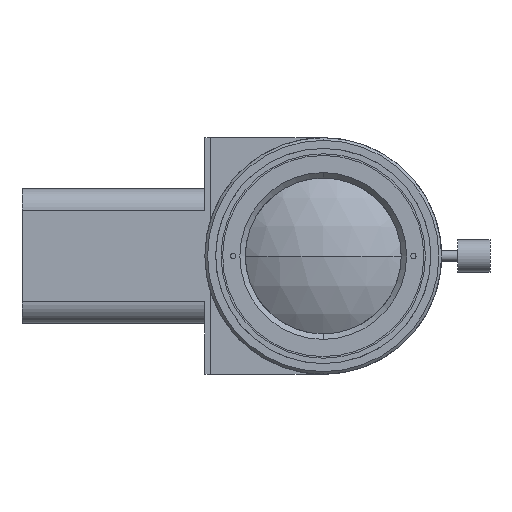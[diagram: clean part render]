
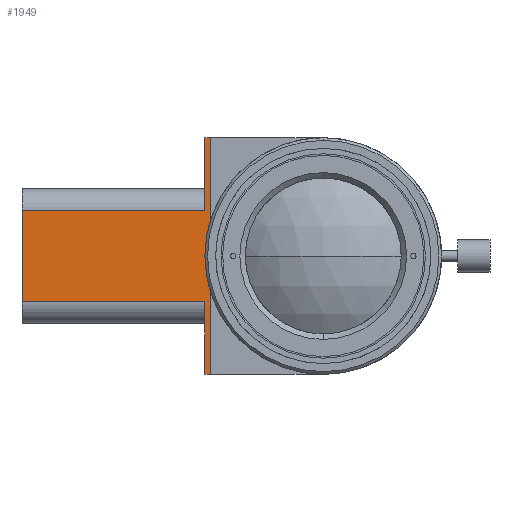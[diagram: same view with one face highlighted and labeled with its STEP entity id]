
A CAD part, left-side view. The second image highlights one B-rep face of the part: STEP entity #1949.
In plain terms, the highlighted planar face has unit normal (-1, 0, 0).
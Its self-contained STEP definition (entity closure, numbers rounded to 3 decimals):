
#5 = DIRECTION ( 'NONE',  ( 0., -1., 0. ) ) ;
#19 = VECTOR ( 'NONE', #5, 1000. ) ;
#156 = AXIS2_PLACEMENT_3D ( 'NONE', #4677, #6184, #3173 ) ;
#204 = CARTESIAN_POINT ( 'NONE',  ( 47.86, 22., 22. ) ) ;
#589 = DIRECTION ( 'NONE',  ( 0., 0., -1. ) ) ;
#690 = ORIENTED_EDGE ( 'NONE', *, *, #1075, .T. ) ;
#701 = EDGE_CURVE ( 'NONE', #3771, #923, #6029, .T. ) ;
#861 = VERTEX_POINT ( 'NONE', #5128 ) ;
#923 = VERTEX_POINT ( 'NONE', #2656 ) ;
#949 = LINE ( 'NONE', #4764, #5615 ) ;
#1018 = ORIENTED_EDGE ( 'NONE', *, *, #701, .F. ) ;
#1025 = VERTEX_POINT ( 'NONE', #3395 ) ;
#1063 = CARTESIAN_POINT ( 'NONE',  ( 47.86, 22., -8.5 ) ) ;
#1075 = EDGE_CURVE ( 'NONE', #5646, #923, #2811, .T. ) ;
#1157 = DIRECTION ( 'NONE',  ( 0., -1., 0. ) ) ;
#1571 = ORIENTED_EDGE ( 'NONE', *, *, #6401, .F. ) ;
#1645 = CARTESIAN_POINT ( 'NONE',  ( 47.86, 21., -8.5 ) ) ;
#1789 = DIRECTION ( 'NONE',  ( 0., 1., 0. ) ) ;
#1790 = LINE ( 'NONE', #204, #4261 ) ;
#1815 = DIRECTION ( 'NONE',  ( 0., 0., -1. ) ) ;
#1832 = LINE ( 'NONE', #6053, #4464 ) ;
#1949 = ADVANCED_FACE ( 'NONE', ( #5076 ), #2672, .F. ) ;
#2044 = EDGE_CURVE ( 'NONE', #4300, #861, #949, .T. ) ;
#2084 = DIRECTION ( 'NONE',  ( 0., 0., -1. ) ) ;
#2102 = ORIENTED_EDGE ( 'NONE', *, *, #2485, .T. ) ;
#2365 = EDGE_CURVE ( 'NONE', #2965, #4300, #1832, .T. ) ;
#2485 = EDGE_CURVE ( 'NONE', #1025, #6251, #5172, .T. ) ;
#2560 = VECTOR ( 'NONE', #589, 1000. ) ;
#2656 = CARTESIAN_POINT ( 'NONE',  ( 47.86, 21., -22. ) ) ;
#2672 = PLANE ( 'NONE',  #156 ) ;
#2679 = DIRECTION ( 'NONE',  ( 0., -1., 0. ) ) ;
#2773 = ORIENTED_EDGE ( 'NONE', *, *, #2365, .T. ) ;
#2811 = LINE ( 'NONE', #4601, #19 ) ;
#2914 = EDGE_LOOP ( 'NONE', ( #2773, #6358, #4644, #2102, #6215, #690, #1018, #1571 ) ) ;
#2965 = VERTEX_POINT ( 'NONE', #4578 ) ;
#2970 = CARTESIAN_POINT ( 'NONE',  ( 47.86, 21., 12.5 ) ) ;
#3071 = LINE ( 'NONE', #5069, #5589 ) ;
#3173 = DIRECTION ( 'NONE',  ( 0., 0., 1. ) ) ;
#3395 = CARTESIAN_POINT ( 'NONE',  ( 47.86, 56., -8.5 ) ) ;
#3404 = CARTESIAN_POINT ( 'NONE',  ( 47.86, 22., 8.5 ) ) ;
#3534 = CARTESIAN_POINT ( 'NONE',  ( 47.86, 56., 12.5 ) ) ;
#3711 = LINE ( 'NONE', #3534, #2560 ) ;
#3723 = EDGE_CURVE ( 'NONE', #6251, #5646, #3071, .T. ) ;
#3771 = VERTEX_POINT ( 'NONE', #5108 ) ;
#4261 = VECTOR ( 'NONE', #2679, 1000. ) ;
#4300 = VERTEX_POINT ( 'NONE', #3404 ) ;
#4464 = VECTOR ( 'NONE', #4548, 1000. ) ;
#4544 = VECTOR ( 'NONE', #1815, 1000. ) ;
#4548 = DIRECTION ( 'NONE',  ( 0., 0., -1. ) ) ;
#4578 = CARTESIAN_POINT ( 'NONE',  ( 47.86, 22., 22. ) ) ;
#4601 = CARTESIAN_POINT ( 'NONE',  ( 47.86, 22., -22. ) ) ;
#4644 = ORIENTED_EDGE ( 'NONE', *, *, #6283, .T. ) ;
#4677 = CARTESIAN_POINT ( 'NONE',  ( 47.86, 21., 12.5 ) ) ;
#4764 = CARTESIAN_POINT ( 'NONE',  ( 47.86, 21., 8.5 ) ) ;
#5023 = VECTOR ( 'NONE', #1157, 1000. ) ;
#5069 = CARTESIAN_POINT ( 'NONE',  ( 47.86, 22., -22. ) ) ;
#5076 = FACE_OUTER_BOUND ( 'NONE', #2914, .T. ) ;
#5108 = CARTESIAN_POINT ( 'NONE',  ( 47.86, 21., 22. ) ) ;
#5128 = CARTESIAN_POINT ( 'NONE',  ( 47.86, 56., 8.5 ) ) ;
#5172 = LINE ( 'NONE', #1645, #5023 ) ;
#5407 = CARTESIAN_POINT ( 'NONE',  ( 47.86, 22., -22. ) ) ;
#5589 = VECTOR ( 'NONE', #2084, 1000. ) ;
#5615 = VECTOR ( 'NONE', #1789, 1000. ) ;
#5646 = VERTEX_POINT ( 'NONE', #5407 ) ;
#6029 = LINE ( 'NONE', #2970, #4544 ) ;
#6053 = CARTESIAN_POINT ( 'NONE',  ( 47.86, 22., -22. ) ) ;
#6184 = DIRECTION ( 'NONE',  ( 1., 0., 0. ) ) ;
#6215 = ORIENTED_EDGE ( 'NONE', *, *, #3723, .T. ) ;
#6251 = VERTEX_POINT ( 'NONE', #1063 ) ;
#6283 = EDGE_CURVE ( 'NONE', #861, #1025, #3711, .T. ) ;
#6358 = ORIENTED_EDGE ( 'NONE', *, *, #2044, .T. ) ;
#6401 = EDGE_CURVE ( 'NONE', #2965, #3771, #1790, .T. ) ;
